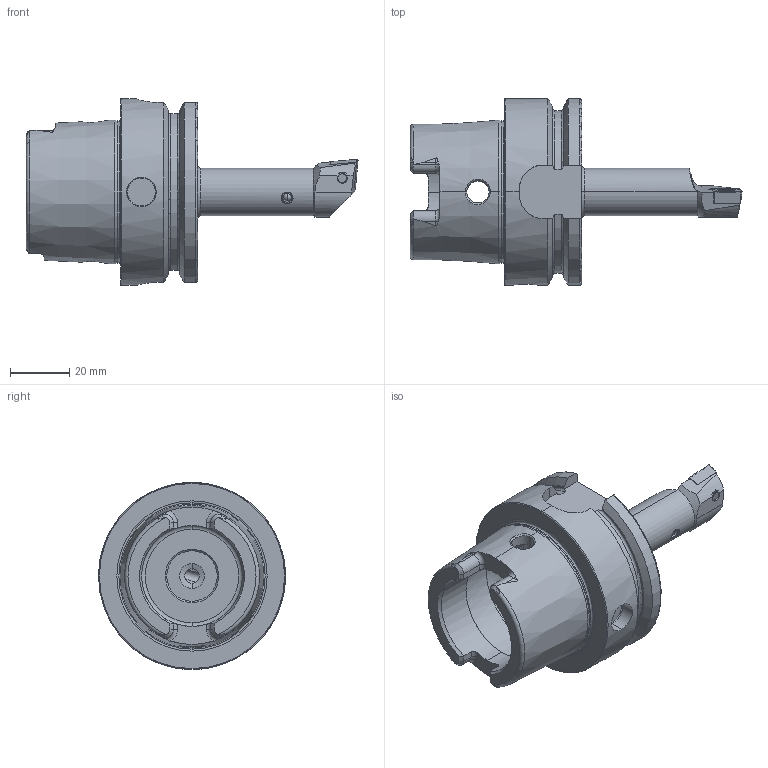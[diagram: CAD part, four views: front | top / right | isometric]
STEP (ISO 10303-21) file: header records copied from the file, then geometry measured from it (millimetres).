
FILE_DESCRIPTION (( 'STEP AP214' ), '1' );
FILE_NAME ('HA6.BCB.LLX.080.STEP', '2017-11-21T17:23:19', ( 'SWIAdmin' ), ( 'Hewlett-Packard Company' ), 'SwSTEP 2.0', 'SolidWorks 2017', '' );
FILE_SCHEMA (( 'AUTOMOTIVE_DESIGN' ));
Length unit declared in the file: millimetre
Products named in the file (5): HA6.BCB.LLX.080; KVT_MB_600_040; WCB-ER2.001.009_A; CCMT09T304; HA6-BCB.LLX.080_A
Assembly tree (4 placements, depth 2):
  HA6.BCB.LLX.080
    HA6-BCB.LLX.080_A
    CCMT09T304
    WCB-ER2.001.009_A
    KVT_MB_600_040
Bounding box: 111.9 x 63 x 63 mm (x, y, z)
Volume: 89745.4 mm3; surface area: 26222.1 mm2
Topology: 5 solids, 5 shells, 314 faces, 808 edges, 488 vertices
Faces by surface type: cylinder 92, cone 85, plane 78, torus 39, bspline 16, sphere 4
Entity records: 11642 total; most frequent: CARTESIAN_POINT 3690, ORIENTED_EDGE 1578, DIRECTION 1456, EDGE_CURVE 789, AXIS2_PLACEMENT_3D 582, VERTEX_POINT 485, EDGE_LOOP 326, FACE_OUTER_BOUND 314
